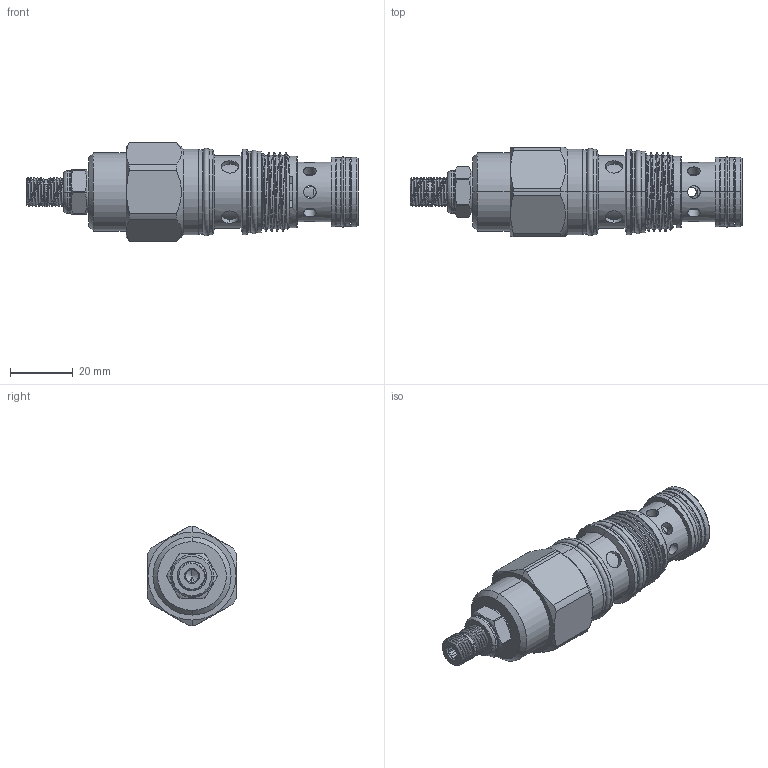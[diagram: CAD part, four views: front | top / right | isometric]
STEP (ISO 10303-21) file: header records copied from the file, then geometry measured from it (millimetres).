
FILE_DESCRIPTION (( 'STEP AP203' ), '1' );
FILE_NAME ('PP2A30(33)(35)-L.STEP', '2020-03-23T03:35:49', ( '' ), ( '' ), 'SwSTEP 2.0', 'SolidWorks 2018', '' );
FILE_SCHEMA (( 'CONFIG_CONTROL_DESIGN' ));
Length unit declared in the file: millimetre
Products named in the file (1): PP2A30(33)(35)-L
Bounding box: 106.23 x 28.57 x 31.8 mm (x, y, z)
Volume: 42359.4 mm3; surface area: 14412 mm2
Topology: 6 solids, 10 shells, 348 faces, 866 edges, 539 vertices
Faces by surface type: cylinder 190, plane 70, cone 43, torus 38, bspline 7
Entity records: 17142 total; most frequent: CARTESIAN_POINT 8975, ORIENTED_EDGE 1728, DIRECTION 1666, EDGE_CURVE 864, AXIS2_PLACEMENT_3D 698, VERTEX_POINT 539, EDGE_LOOP 407, CIRCLE 356
